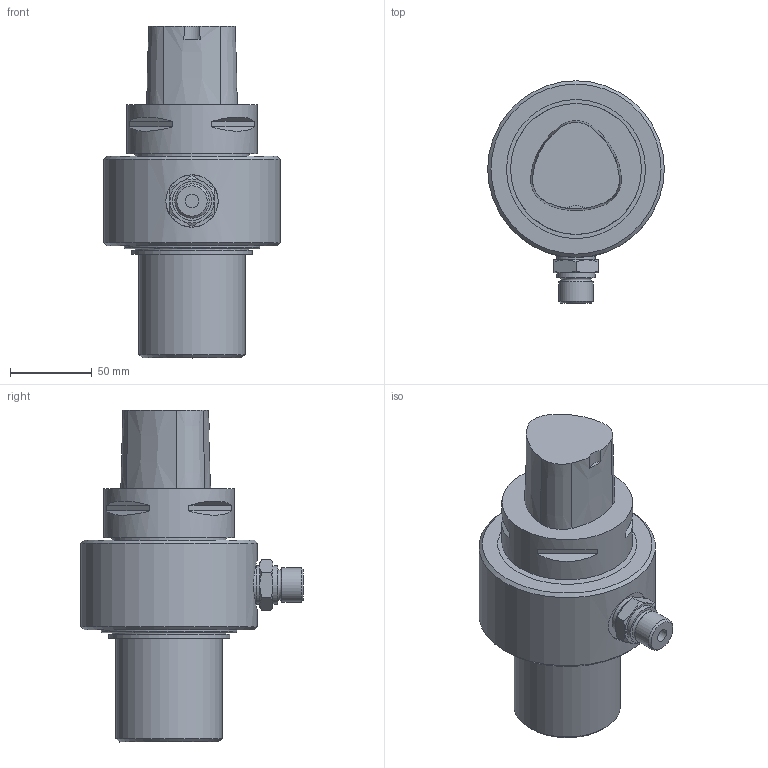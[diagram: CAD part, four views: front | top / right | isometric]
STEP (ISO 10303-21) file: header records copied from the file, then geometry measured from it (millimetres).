
FILE_DESCRIPTION(/* description */ (''),/* implementation_level */ '2;1');
FILE_NAME(/* name */ '1573826579800.stp',/* time_stamp */ '2019-11-15T15:03:05+01:00',/* author */ (''),/* organization */ ('SMS'),/* preprocessor_version */ 'ST-DEVELOPER v16.7',/* originating_system */ 'SIEMENS PLM Software NX 12.0',/* authorisation */ '');
FILE_SCHEMA (('AUTOMOTIVE_DESIGN { 1 0 10303 214 3 1 1 1 }'));
Length unit declared in the file: millimetre
Products named in the file (1): 111185410mod000_02
Bounding box: 108 x 136 x 203 mm (x, y, z)
Volume: 917442.2 mm3; surface area: 83831.3 mm2
Topology: 1 solids, 1 shells, 92 faces, 193 edges, 125 vertices
Faces by surface type: plane 45, cylinder 23, cone 22, torus 2
Full cylindrical faces by diameter (mm): 2.5 x2, 8 x1, 21 x1, 23.8 x2, 24 x1, 32 x1, 40 x1, 61.85 x1, 65 x1, 70 x2, 80 x1, 82.9 x1, 85 x2, 108 x1
Entity records: 2397 total; most frequent: CARTESIAN_POINT 474, DIRECTION 418, ORIENTED_EDGE 320, AXIS2_PLACEMENT_3D 189, EDGE_CURVE 160, EDGE_LOOP 140, VERTEX_POINT 114, ADVANCED_FACE 92
